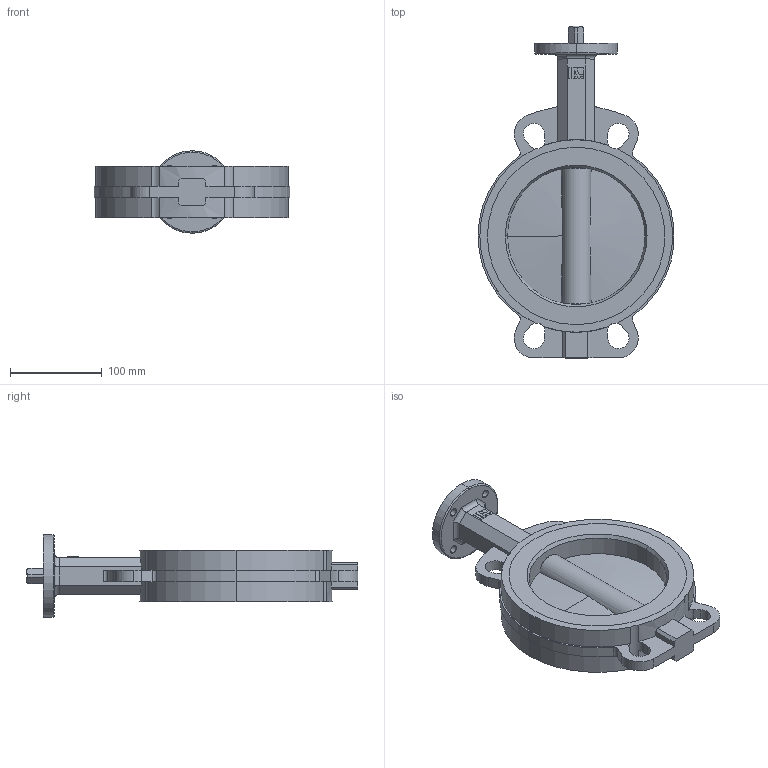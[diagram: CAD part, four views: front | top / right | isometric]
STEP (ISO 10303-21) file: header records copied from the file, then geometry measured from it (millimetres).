
FILE_DESCRIPTION (( 'STEP AP214' ), '1' );
FILE_NAME ('D10150.step', '2013-07-30T15:01:57', ( 'mbuehlmann' ), ( '' ), 'SwSTEP 2.0', 'SolidWorks 2012', '' );
FILE_SCHEMA (( 'AUTOMOTIVE_DESIGN' ));
Length unit declared in the file: millimetre
Products named in the file (6): ia-Logo12_ia-Logo12; ia-scheibe250_ia-scheibe150; ia-Dichtungbasic_Dichtung150; ia-4kt_ia-4kt150; BO.D10150; D10150
Assembly tree (5 placements, depth 2):
  D10150
    BO.D10150
    ia-4kt_ia-4kt150
    ia-Dichtungbasic_Dichtung150
    ia-scheibe250_ia-scheibe150
    ia-Logo12_ia-Logo12
Bounding box: 213.6 x 362 x 90 mm (x, y, z)
Volume: 1448258.9 mm3; surface area: 264109.4 mm2
Topology: 5 solids, 5 shells, 178 faces, 502 edges, 326 vertices
Faces by surface type: cylinder 74, plane 74, cone 16, torus 12, sphere 2
Entity records: 6248 total; most frequent: CARTESIAN_POINT 1306, DIRECTION 1020, ORIENTED_EDGE 998, EDGE_CURVE 499, AXIS2_PLACEMENT_3D 381, VERTEX_POINT 325, LINE 258, VECTOR 258
